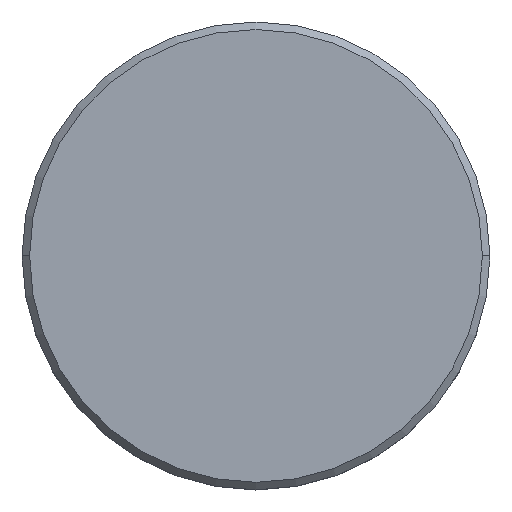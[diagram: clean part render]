
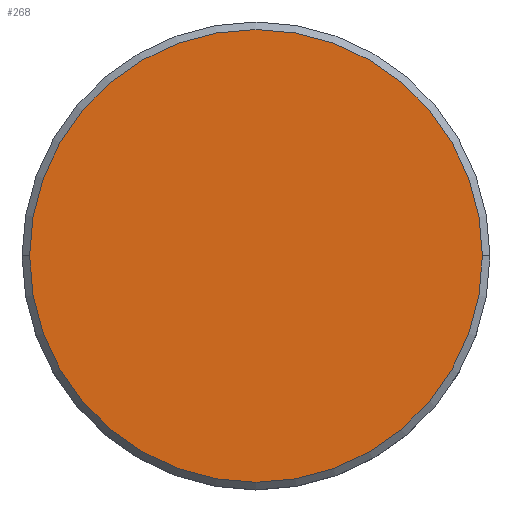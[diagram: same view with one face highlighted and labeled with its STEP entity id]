
A CAD part, top view. The second image highlights one B-rep face of the part: STEP entity #268.
In plain terms, the highlighted planar face has unit normal (0, 0, 1).
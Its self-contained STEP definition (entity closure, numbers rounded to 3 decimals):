
#103 = CARTESIAN_POINT ( 'NONE',  ( 0., 0., 0. ) ) ;
#112 = CIRCLE ( 'NONE', #281, 15. ) ;
#235 = CARTESIAN_POINT ( 'NONE',  ( -15., 0., 0. ) ) ;
#259 = CIRCLE ( 'NONE', #1107, 15. ) ;
#268 = ADVANCED_FACE ( 'NONE', ( #454 ), #1002, .T. ) ;
#279 = EDGE_CURVE ( 'NONE', #500, #377, #112, .T. ) ;
#281 = AXIS2_PLACEMENT_3D ( 'NONE', #822, #520, #888 ) ;
#369 = ORIENTED_EDGE ( 'NONE', *, *, #709, .T. ) ;
#377 = VERTEX_POINT ( 'NONE', #235 ) ;
#439 = DIRECTION ( 'NONE',  ( 1., 0., 0. ) ) ;
#454 = FACE_OUTER_BOUND ( 'NONE', #914, .T. ) ;
#500 = VERTEX_POINT ( 'NONE', #885 ) ;
#520 = DIRECTION ( 'NONE',  ( 0., 0., 1. ) ) ;
#613 = DIRECTION ( 'NONE',  ( 0., 0., 1. ) ) ;
#631 = DIRECTION ( 'NONE',  ( 0., 0., 1. ) ) ;
#709 = EDGE_CURVE ( 'NONE', #377, #500, #259, .T. ) ;
#739 = AXIS2_PLACEMENT_3D ( 'NONE', #996, #613, #439 ) ;
#822 = CARTESIAN_POINT ( 'NONE',  ( 0., 0., 0. ) ) ;
#885 = CARTESIAN_POINT ( 'NONE',  ( 15., 0., 0. ) ) ;
#888 = DIRECTION ( 'NONE',  ( 1., 0., 0. ) ) ;
#914 = EDGE_LOOP ( 'NONE', ( #369, #1173 ) ) ;
#996 = CARTESIAN_POINT ( 'NONE',  ( 0., 0., 0. ) ) ;
#1000 = DIRECTION ( 'NONE',  ( 1., 0., 0. ) ) ;
#1002 = PLANE ( 'NONE',  #739 ) ;
#1107 = AXIS2_PLACEMENT_3D ( 'NONE', #103, #631, #1000 ) ;
#1173 = ORIENTED_EDGE ( 'NONE', *, *, #279, .T. ) ;
